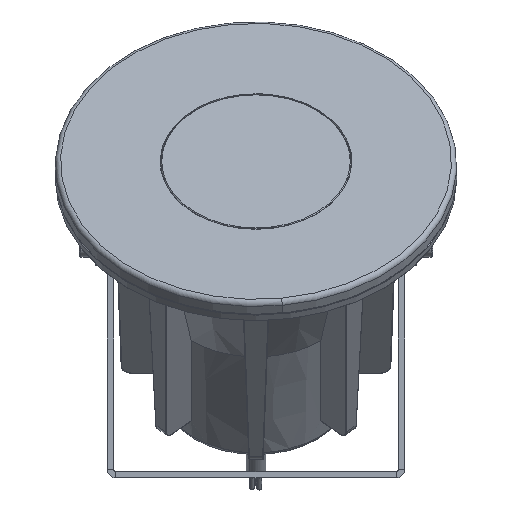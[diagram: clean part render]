
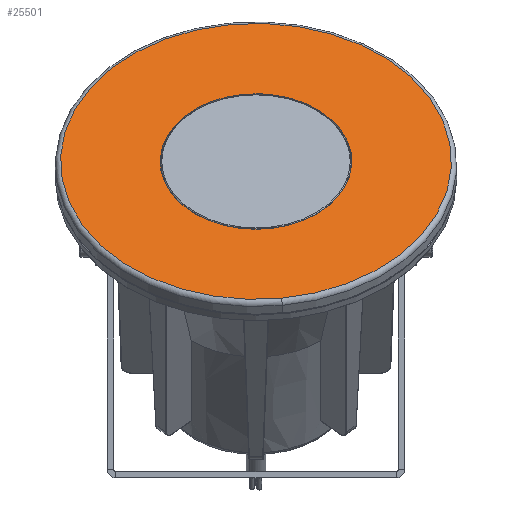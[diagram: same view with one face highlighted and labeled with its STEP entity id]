
A CAD part, top view. The second image highlights one B-rep face of the part: STEP entity #25501.
In plain terms, the highlighted planar face has unit normal (0, 0.707, 0.707).
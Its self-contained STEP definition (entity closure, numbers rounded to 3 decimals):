
#2436 = CIRCLE ( 'NONE', #21444, 94.36 ) ;
#2787 = CARTESIAN_POINT ( 'NONE',  ( 0., 152.669, 39.669 ) ) ;
#3840 = PLANE ( 'NONE',  #41873 ) ;
#4214 = CARTESIAN_POINT ( 'NONE',  ( 6.037, 120.245, 72.093 ) ) ;
#7351 = CARTESIAN_POINT ( 'NONE',  ( 0., 152.669, 39.669 ) ) ;
#7594 = DIRECTION ( 'NONE',  ( -0.131, 0.701, -0.701 ) ) ;
#7679 = DIRECTION ( 'NONE',  ( 0., 0.707, 0.707 ) ) ;
#10939 = VERTEX_POINT ( 'NONE', #38963 ) ;
#11591 = DIRECTION ( 'NONE',  ( 0., 0.707, 0.707 ) ) ;
#12393 = VERTEX_POINT ( 'NONE', #25118 ) ;
#13603 = FACE_BOUND ( 'NONE', #34463, .T. ) ;
#13691 = EDGE_CURVE ( 'NONE', #30399, #10939, #24780, .T. ) ;
#15062 = ORIENTED_EDGE ( 'NONE', *, *, #13691, .T. ) ;
#20160 = FACE_OUTER_BOUND ( 'NONE', #23963, .T. ) ;
#20711 = CIRCLE ( 'NONE', #44807, 46.25 ) ;
#21444 = AXIS2_PLACEMENT_3D ( 'NONE', #29087, #32919, #29736 ) ;
#22386 = EDGE_CURVE ( 'NONE', #10939, #30399, #2436, .T. ) ;
#22973 = ORIENTED_EDGE ( 'NONE', *, *, #22386, .T. ) ;
#23963 = EDGE_LOOP ( 'NONE', ( #15062, #22973 ) ) ;
#24780 = CIRCLE ( 'NONE', #29475, 94.36 ) ;
#25118 = CARTESIAN_POINT ( 'NONE',  ( -6.037, 185.093, 7.245 ) ) ;
#25501 = ADVANCED_FACE ( 'NONE', ( #20160, #13603 ), #3840, .T. ) ;
#29087 = CARTESIAN_POINT ( 'NONE',  ( 0., 152.669, 39.669 ) ) ;
#29475 = AXIS2_PLACEMENT_3D ( 'NONE', #7351, #7679, #34085 ) ;
#29736 = DIRECTION ( 'NONE',  ( -0.131, 0.701, -0.701 ) ) ;
#30399 = VERTEX_POINT ( 'NONE', #31757 ) ;
#30597 = CARTESIAN_POINT ( 'NONE',  ( -45.854, 148.4, 43.937 ) ) ;
#30704 = EDGE_CURVE ( 'NONE', #35829, #12393, #20711, .T. ) ;
#30753 = DIRECTION ( 'NONE',  ( -0.131, 0.701, -0.701 ) ) ;
#31712 = AXIS2_PLACEMENT_3D ( 'NONE', #45982, #11591, #7594 ) ;
#31757 = CARTESIAN_POINT ( 'NONE',  ( -12.316, 218.821, -26.483 ) ) ;
#32919 = DIRECTION ( 'NONE',  ( 0., 0.707, 0.707 ) ) ;
#34085 = DIRECTION ( 'NONE',  ( -0.131, 0.701, -0.701 ) ) ;
#34463 = EDGE_LOOP ( 'NONE', ( #37908, #36248 ) ) ;
#35829 = VERTEX_POINT ( 'NONE', #4214 ) ;
#36248 = ORIENTED_EDGE ( 'NONE', *, *, #38979, .F. ) ;
#37908 = ORIENTED_EDGE ( 'NONE', *, *, #30704, .F. ) ;
#38073 = DIRECTION ( 'NONE',  ( 0., 0.707, 0.707 ) ) ;
#38287 = DIRECTION ( 'NONE',  ( 0., 0.707, 0.707 ) ) ;
#38963 = CARTESIAN_POINT ( 'NONE',  ( 12.316, 86.517, 105.821 ) ) ;
#38979 = EDGE_CURVE ( 'NONE', #12393, #35829, #46198, .T. ) ;
#41873 = AXIS2_PLACEMENT_3D ( 'NONE', #30597, #38287, #30753 ) ;
#41922 = DIRECTION ( 'NONE',  ( -0.131, 0.701, -0.701 ) ) ;
#44807 = AXIS2_PLACEMENT_3D ( 'NONE', #2787, #38073, #41922 ) ;
#45982 = CARTESIAN_POINT ( 'NONE',  ( 0., 152.669, 39.669 ) ) ;
#46198 = CIRCLE ( 'NONE', #31712, 46.25 ) ;
